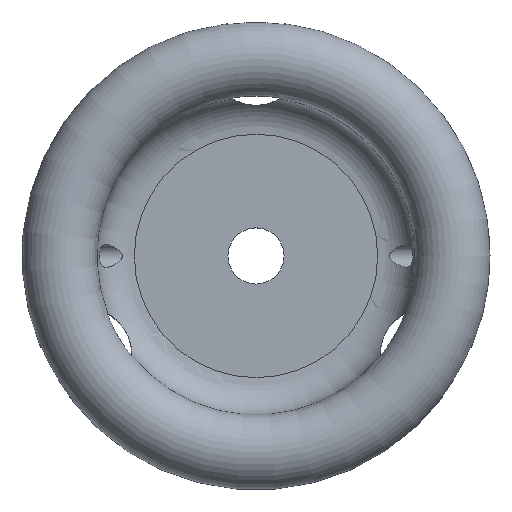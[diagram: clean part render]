
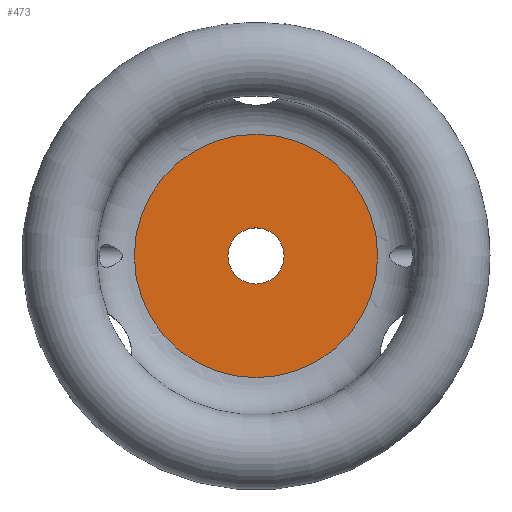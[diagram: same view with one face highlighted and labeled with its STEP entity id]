
A CAD part, top view. The second image highlights one B-rep face of the part: STEP entity #473.
In plain terms, the highlighted planar face has unit normal (0, 0, 1).
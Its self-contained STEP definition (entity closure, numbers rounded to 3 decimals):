
#34=FACE_BOUND('',#122,.T.);
#39=PLANE('',#547);
#63=CIRCLE('',#529,6.5);
#75=CIRCLE('',#548,1.5);
#98=FACE_OUTER_BOUND('',#121,.T.);
#121=EDGE_LOOP('',(#438));
#122=EDGE_LOOP('',(#439));
#216=VERTEX_POINT('',#1076);
#224=VERTEX_POINT('',#1122);
#278=EDGE_CURVE('',#216,#216,#63,.T.);
#296=EDGE_CURVE('',#224,#224,#75,.T.);
#438=ORIENTED_EDGE('',*,*,#278,.F.);
#439=ORIENTED_EDGE('',*,*,#296,.T.);
#473=ADVANCED_FACE('',(#98,#34),#39,.T.);
#529=AXIS2_PLACEMENT_3D('',#1078,#637,#638);
#547=AXIS2_PLACEMENT_3D('',#1121,#675,#676);
#548=AXIS2_PLACEMENT_3D('',#1123,#677,#678);
#637=DIRECTION('center_axis',(0.,0.,-1.));
#638=DIRECTION('ref_axis',(-1.,0.,0.));
#675=DIRECTION('center_axis',(0.,0.,1.));
#676=DIRECTION('ref_axis',(1.,0.,0.));
#677=DIRECTION('center_axis',(0.,0.,-1.));
#678=DIRECTION('ref_axis',(-1.,0.,0.));
#1076=CARTESIAN_POINT('',(-6.5,0.,0.6));
#1078=CARTESIAN_POINT('Origin',(0.,0.,0.6));
#1121=CARTESIAN_POINT('Origin',(0.,0.,0.6));
#1122=CARTESIAN_POINT('',(1.5,0.,0.6));
#1123=CARTESIAN_POINT('Origin',(0.,0.,0.6));
